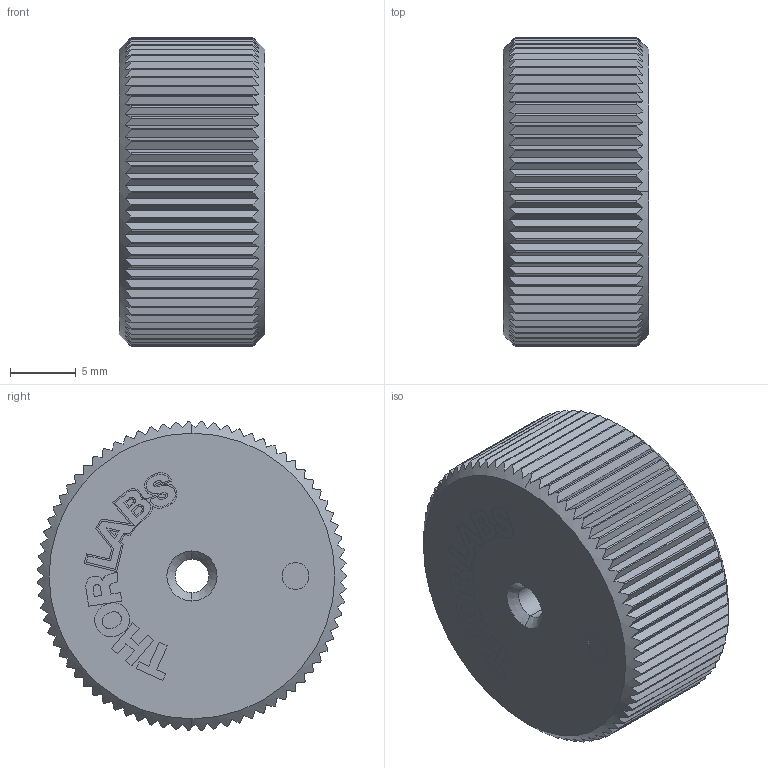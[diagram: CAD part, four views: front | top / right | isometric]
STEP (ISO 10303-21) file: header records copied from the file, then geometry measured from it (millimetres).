
FILE_DESCRIPTION (( 'STEP AP214' ), '1' );
FILE_NAME ('24003-E0W.STEP', '2012-04-20T12:02:00', ( 'Admin' ), ( 'Thorlabs, Inc.' ), 'SwSTEP 2.0', 'SolidWorks 2011', '' );
FILE_SCHEMA (( 'AUTOMOTIVE_DESIGN' ));
Length unit declared in the file: millimetre
Products named in the file (1): 24003-E0W
Bounding box: 11.05 x 23.49 x 23.49 mm (x, y, z)
Volume: 2844.7 mm3; surface area: 2532.9 mm2
Topology: 1 solids, 1 shells, 417 faces, 1171 edges, 778 vertices
Faces by surface type: plane 257, cylinder 93, bspline 57, cone 10
Entity records: 18622 total; most frequent: CARTESIAN_POINT 4036, ORIENTED_EDGE 2342, DIRECTION 1669, EDGE_CURVE 1171, VERTEX_POINT 778, VECTOR 559, LINE 559, AXIS2_PLACEMENT_3D 555
